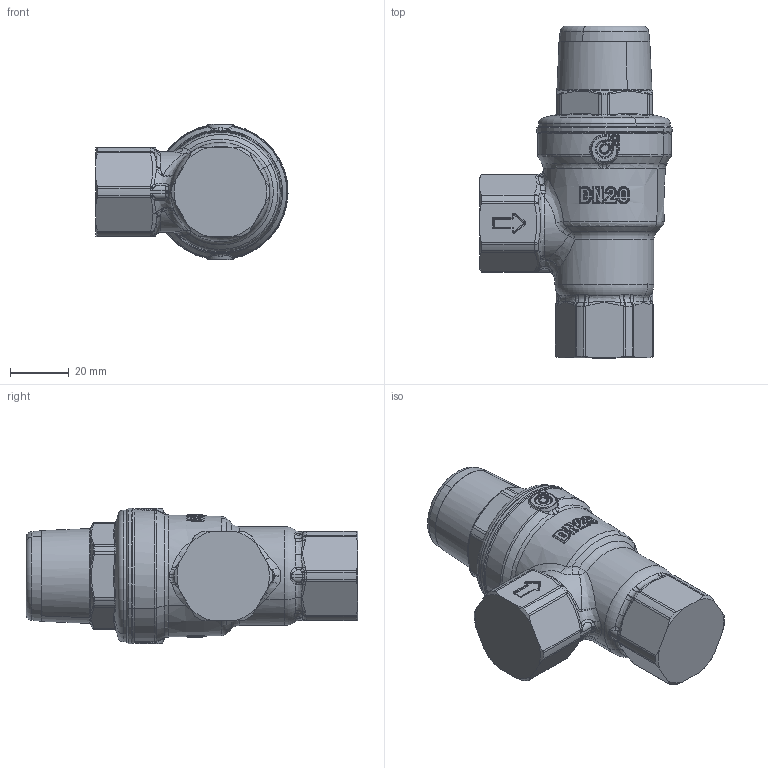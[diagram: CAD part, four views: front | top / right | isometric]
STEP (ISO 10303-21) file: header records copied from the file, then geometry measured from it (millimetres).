
FILE_DESCRIPTION(('CATIA V5 STEP Exchange','CAx-IF Rec.Pracs.--- Model Styling and Organization---1.4--- 2014-01-23','CAx-IF Rec.Pracs.---3D Tessellated Data Validation Properties---0.5---2014-09-14'),'2;1');
FILE_NAME('STEP_533551H_AUS_-_TST.stp','2021-11-18T13:26:58+00:00',('none'),('none'),'CATIA Version 5-6 Release 2019 SP3','CATIA V5 STEP AP242 v1','none');
FILE_SCHEMA(('AP242_MANAGED_MODEL_BASED_3D_ENGINEERING_MIM_LF {1 0 10303 442 1 1 4}'));
Products named in the file (1): 533551H AUS - TST
Bounding box: 65.59 x 113.3 x 46.4 mm (x, y, z)
Volume: 137327 mm3; surface area: 17875.8 mm2
Topology: 1 solids, 1 shells, 1082 faces, 2555 edges, 1409 vertices
Faces by surface type: bspline 626, cylinder 198, torus 82, plane 65, sphere 60, cone 49, revolution 2
Entity records: 64496 total; most frequent: CARTESIAN_POINT 46141, ORIENTED_EDGE 4944, EDGE_CURVE 2472, B_SPLINE_CURVE_WITH_KNOTS 1747, DIRECTION 1497, VERTEX_POINT 1409, EDGE_LOOP 1099, ADVANCED_FACE 1082
